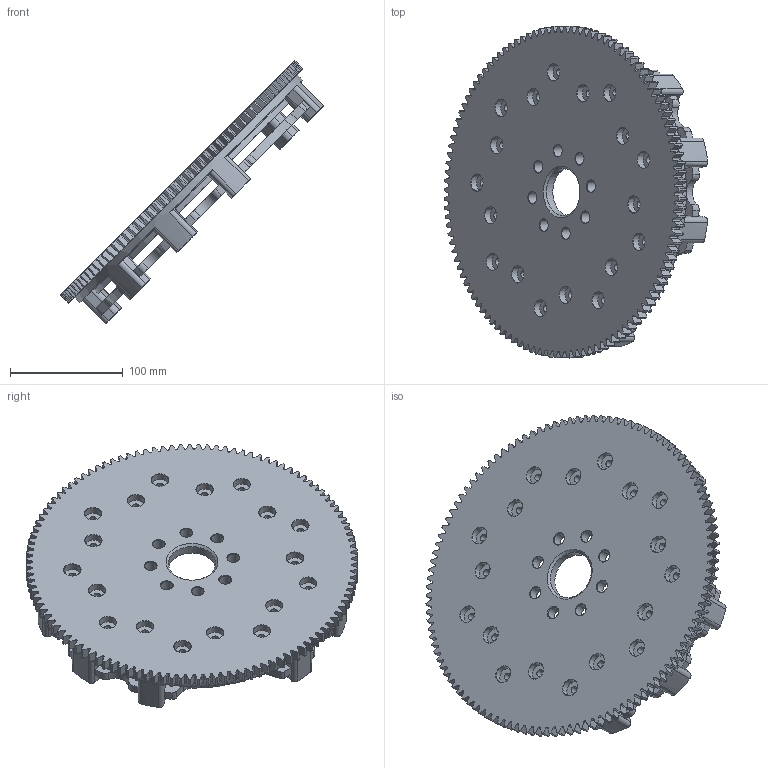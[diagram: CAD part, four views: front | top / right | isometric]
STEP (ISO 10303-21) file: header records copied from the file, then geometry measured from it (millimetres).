
FILE_DESCRIPTION(('STEP AP214'), '1');
FILE_NAME('Jz+154', '2020-06-19T14:12:44', (' '), (' '), 'ASCON STEP Converter 1.3', 'ASCON Math Kernel', '');
FILE_SCHEMA(('AUTOMOTIVE_DESIGN { 1 0 10303 214 3 1 1}'));
Length unit declared in the file: millimetre
Products named in the file (1): User241001C3gndl
Bounding box: 233.69 x 294.37 x 233.29 mm (x, y, z)
Volume: 1440483.8 mm3; surface area: 324396.8 mm2
Topology: 3 solids, 3 shells, 812 faces, 2400 edges, 1623 vertices
Faces by surface type: cylinder 448, plane 316, cone 48
Full cylindrical faces by diameter (mm): 6.1 x36, 6.7 x6, 9.98 x3, 10.4 x8, 12 x18, 15 x18, 42.02 x1, 154.75 x2, 155 x1, 244.8 x1, 279.2 x1
Entity records: 33721 total; most frequent: DIRECTION 4962, CARTESIAN_POINT 4693, ORIENTED_EDGE 4514, EDGE_CURVE 2257, AXIS2_PLACEMENT_3D 1892, VERTEX_POINT 1623, LINE 1178, VECTOR 1178
